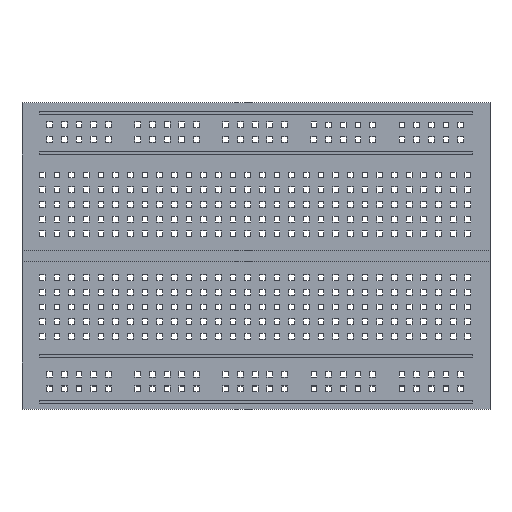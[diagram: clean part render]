
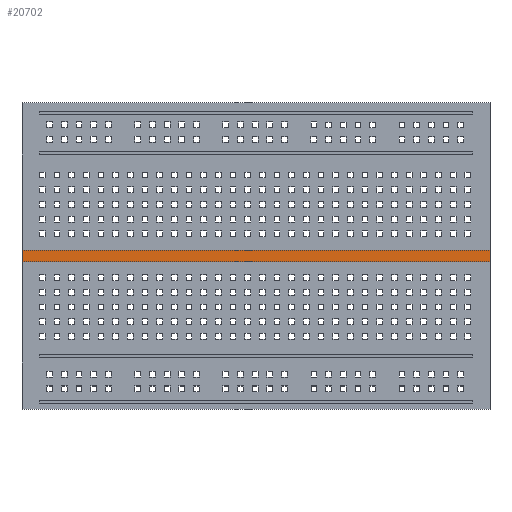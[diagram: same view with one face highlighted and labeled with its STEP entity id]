
A CAD part, top view. The second image highlights one B-rep face of the part: STEP entity #20702.
In plain terms, the highlighted planar face has unit normal (0, 0, 1).
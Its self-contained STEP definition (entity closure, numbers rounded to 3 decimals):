
#86 = VERTEX_POINT('',#87);
#87 = CARTESIAN_POINT('',(0.,27.5,0.5));
#93 = EDGE_CURVE('',#86,#94,#96,.T.);
#94 = VERTEX_POINT('',#95);
#95 = CARTESIAN_POINT('',(0.,25.5,0.5));
#96 = LINE('',#97,#98);
#97 = CARTESIAN_POINT('',(0.,39.75,0.5));
#98 = VECTOR('',#99,1.);
#99 = DIRECTION('',(0.,-1.,0.));
#142 = VERTEX_POINT('',#143);
#143 = CARTESIAN_POINT('',(81.,25.5,0.5));
#149 = EDGE_CURVE('',#142,#150,#152,.T.);
#150 = VERTEX_POINT('',#151);
#151 = CARTESIAN_POINT('',(81.,27.5,0.5));
#152 = LINE('',#153,#154);
#153 = CARTESIAN_POINT('',(81.,13.25,0.5));
#154 = VECTOR('',#155,1.);
#155 = DIRECTION('',(0.,1.,0.));
#20691 = EDGE_CURVE('',#142,#94,#20692,.T.);
#20692 = LINE('',#20693,#20694);
#20693 = CARTESIAN_POINT('',(83.283,25.5,0.5));
#20694 = VECTOR('',#20695,1.);
#20695 = DIRECTION('',(-1.,0.,0.));
#20702 = ADVANCED_FACE('',(#20703),#20714,.T.);
#20703 = FACE_BOUND('',#20704,.T.);
#20704 = EDGE_LOOP('',(#20705,#20711,#20712,#20713));
#20705 = ORIENTED_EDGE('',*,*,#20706,.F.);
#20706 = EDGE_CURVE('',#86,#150,#20707,.T.);
#20707 = LINE('',#20708,#20709);
#20708 = CARTESIAN_POINT('',(-1.641,27.5,0.5));
#20709 = VECTOR('',#20710,1.);
#20710 = DIRECTION('',(1.,0.,0.));
#20711 = ORIENTED_EDGE('',*,*,#93,.T.);
#20712 = ORIENTED_EDGE('',*,*,#20691,.F.);
#20713 = ORIENTED_EDGE('',*,*,#149,.T.);
#20714 = PLANE('',#20715);
#20715 = AXIS2_PLACEMENT_3D('',#20716,#20717,#20718);
#20716 = CARTESIAN_POINT('',(40.821,26.5,0.5));
#20717 = DIRECTION('',(0.,0.,1.));
#20718 = DIRECTION('',(1.,0.,0.));
